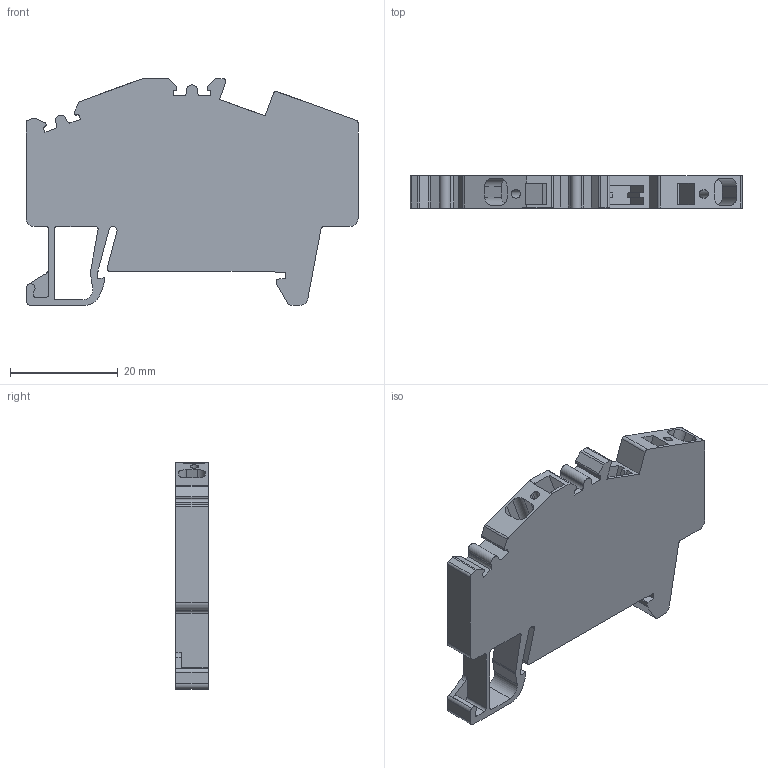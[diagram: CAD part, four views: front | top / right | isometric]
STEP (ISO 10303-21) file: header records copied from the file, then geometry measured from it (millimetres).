
FILE_DESCRIPTION( ( 'Unknown' ), '1' );
FILE_NAME( 'AS4.stp', 'Unknown', ( 'Unknown' ), ( 'Unknown' ), 'PSStep 14.0', 'Unknown', ' ' );
FILE_SCHEMA( ( 'AUTOMOTIVE_DESIGN { 1 0 10303 214 1 1 1 1 }' ) );
Length unit declared in the file: millimetre
Products named in the file (1): 1
Bounding box: 61.5 x 6 x 42 mm (x, y, z)
Volume: 10279 mm3; surface area: 6255 mm2
Topology: 1 solids, 1 shells, 171 faces, 489 edges, 326 vertices
Faces by surface type: plane 101, cylinder 58, extrusion 12
Entity records: 7027 total; most frequent: CARTESIAN_POINT 987, DIRECTION 985, ORIENTED_EDGE 978, EDGE_CURVE 489, VECTOR 361, LINE 349, VERTEX_POINT 326, AXIS2_PLACEMENT_3D 312
